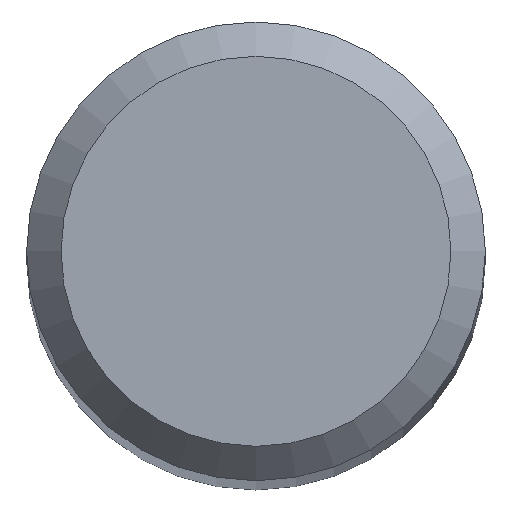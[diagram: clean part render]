
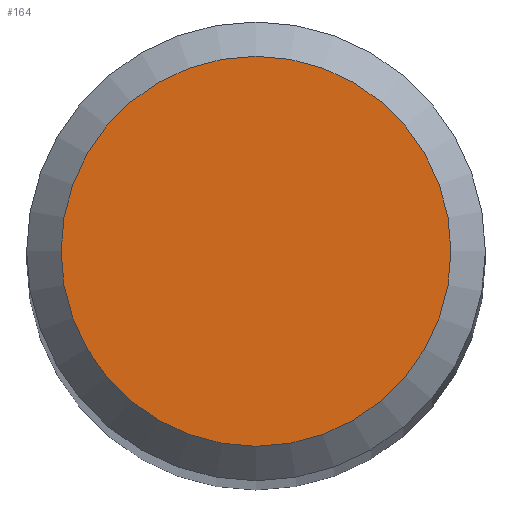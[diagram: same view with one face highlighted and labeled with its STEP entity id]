
A CAD part, top view. The second image highlights one B-rep face of the part: STEP entity #164.
In plain terms, the highlighted planar face has unit normal (0, 0, 1).
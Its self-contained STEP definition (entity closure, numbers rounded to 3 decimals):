
#6 = CIRCLE ( 'NONE', #197, 1.7 ) ;
#7 = ORIENTED_EDGE ( 'NONE', *, *, #123, .F. ) ;
#17 = DIRECTION ( 'NONE',  ( 0., 0., -1. ) ) ;
#27 = DIRECTION ( 'NONE',  ( 0., 0., -1. ) ) ;
#36 = CARTESIAN_POINT ( 'NONE',  ( 0., 1.7, 50. ) ) ;
#52 = VERTEX_POINT ( 'NONE', #36 ) ;
#75 = DIRECTION ( 'NONE',  ( 0., 1., 0. ) ) ;
#76 = AXIS2_PLACEMENT_3D ( 'NONE', #129, #17, #127 ) ;
#83 = FACE_OUTER_BOUND ( 'NONE', #153, .T. ) ;
#120 = CARTESIAN_POINT ( 'NONE',  ( 0., 0., 50. ) ) ;
#123 = EDGE_CURVE ( 'NONE', #52, #52, #6, .T. ) ;
#127 = DIRECTION ( 'NONE',  ( 0., 1., 0. ) ) ;
#129 = CARTESIAN_POINT ( 'NONE',  ( 0., 0., 50. ) ) ;
#153 = EDGE_LOOP ( 'NONE', ( #7 ) ) ;
#157 = PLANE ( 'NONE',  #76 ) ;
#164 = ADVANCED_FACE ( 'NONE', ( #83 ), #157, .F. ) ;
#197 = AXIS2_PLACEMENT_3D ( 'NONE', #120, #27, #75 ) ;
